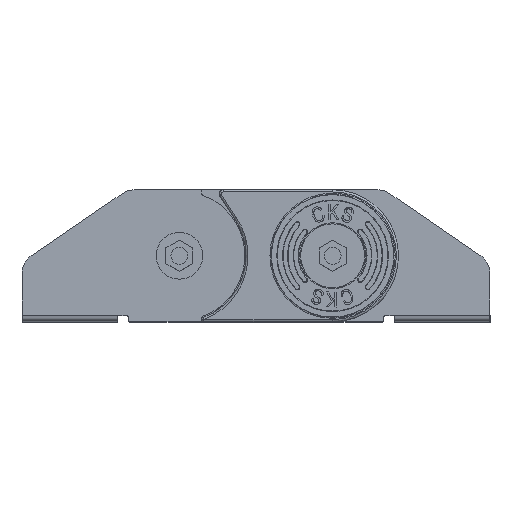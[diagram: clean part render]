
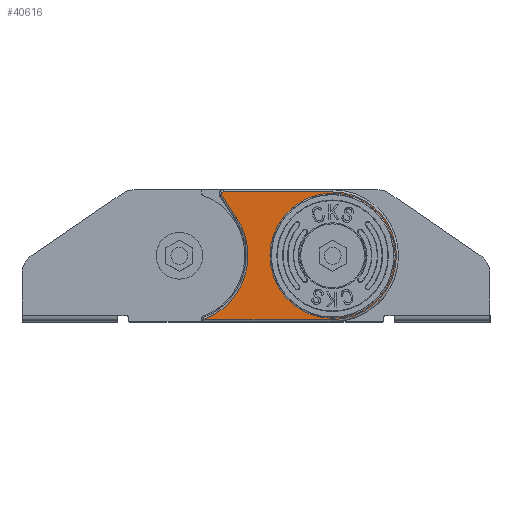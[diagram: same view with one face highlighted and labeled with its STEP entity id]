
A CAD part, top view. The second image highlights one B-rep face of the part: STEP entity #40616.
In plain terms, the highlighted planar face has unit normal (0, 0, 1).
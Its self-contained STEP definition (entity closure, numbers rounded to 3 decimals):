
#149 = EDGE_LOOP ( 'NONE', ( #7342, #12022, #4643, #6219, #28451, #42352, #27426 ) ) ;
#855 = VERTEX_POINT ( 'NONE', #46468 ) ;
#1457 = CARTESIAN_POINT ( 'NONE',  ( -40.268, -31.01, -59.98 ) ) ;
#1732 = VERTEX_POINT ( 'NONE', #9855 ) ;
#1773 = PLANE ( 'NONE',  #13411 ) ;
#2771 = CARTESIAN_POINT ( 'NONE',  ( -6.57, 0., -59.98 ) ) ;
#2804 = ORIENTED_EDGE ( 'NONE', *, *, #41155, .T. ) ;
#2826 = AXIS2_PLACEMENT_3D ( 'NONE', #31265, #9911, #7117 ) ;
#3141 = VERTEX_POINT ( 'NONE', #16906 ) ;
#4643 = ORIENTED_EDGE ( 'NONE', *, *, #33887, .T. ) ;
#5509 = CARTESIAN_POINT ( 'NONE',  ( -36.003, 0., -59.98 ) ) ;
#5684 = DIRECTION ( 'NONE',  ( -1., 0., 0. ) ) ;
#6219 = ORIENTED_EDGE ( 'NONE', *, *, #34112, .T. ) ;
#6674 = EDGE_CURVE ( 'NONE', #32791, #26616, #13306, .T. ) ;
#6717 = EDGE_CURVE ( 'NONE', #1732, #30245, #19997, .T. ) ;
#7117 = DIRECTION ( 'NONE',  ( -1., 0., 0. ) ) ;
#7342 = ORIENTED_EDGE ( 'NONE', *, *, #17640, .T. ) ;
#7765 = EDGE_CURVE ( 'NONE', #20728, #32791, #17151, .T. ) ;
#7979 = VERTEX_POINT ( 'NONE', #18780 ) ;
#8540 = EDGE_CURVE ( 'NONE', #855, #20728, #41795, .T. ) ;
#8543 = AXIS2_PLACEMENT_3D ( 'NONE', #38765, #13364, #42325 ) ;
#8774 = EDGE_CURVE ( 'NONE', #18689, #7979, #41240, .T. ) ;
#9503 = CARTESIAN_POINT ( 'NONE',  ( -40.268, -30., -59.98 ) ) ;
#9855 = CARTESIAN_POINT ( 'NONE',  ( -65.436, 0., -59.98 ) ) ;
#9911 = DIRECTION ( 'NONE',  ( 0., 0., 1. ) ) ;
#11251 = CIRCLE ( 'NONE', #24521, 29.433 ) ;
#12022 = ORIENTED_EDGE ( 'NONE', *, *, #8774, .T. ) ;
#12265 = DIRECTION ( 'NONE',  ( -1., 0., 0. ) ) ;
#13306 = CIRCLE ( 'NONE', #2826, 1. ) ;
#13364 = DIRECTION ( 'NONE',  ( 0., 0., -1. ) ) ;
#13411 = AXIS2_PLACEMENT_3D ( 'NONE', #1457, #26843, #5684 ) ;
#15564 = DIRECTION ( 'NONE',  ( -1., 0., 0. ) ) ;
#16652 = AXIS2_PLACEMENT_3D ( 'NONE', #29555, #18740, #33116 ) ;
#16906 = CARTESIAN_POINT ( 'NONE',  ( -36.003, -30., -59.98 ) ) ;
#17151 = CIRCLE ( 'NONE', #41012, 1. ) ;
#17640 = EDGE_CURVE ( 'NONE', #26616, #18689, #39348, .T. ) ;
#18689 = VERTEX_POINT ( 'NONE', #29957 ) ;
#18740 = DIRECTION ( 'NONE',  ( 0., 0., -1. ) ) ;
#18780 = CARTESIAN_POINT ( 'NONE',  ( -96.617, -30., -59.98 ) ) ;
#19997 = CIRCLE ( 'NONE', #16652, 29.433 ) ;
#20269 = CARTESIAN_POINT ( 'NONE',  ( -46.66, -35.173, -59.98 ) ) ;
#20680 = CIRCLE ( 'NONE', #40540, 30. ) ;
#20728 = VERTEX_POINT ( 'NONE', #31232 ) ;
#20802 = DIRECTION ( 'NONE',  ( 0., 0., 1. ) ) ;
#20875 = CARTESIAN_POINT ( 'NONE',  ( -88.27, 29., -59.98 ) ) ;
#24121 = ORIENTED_EDGE ( 'NONE', *, *, #6717, .T. ) ;
#24521 = AXIS2_PLACEMENT_3D ( 'NONE', #28991, #24907, #32548 ) ;
#24907 = DIRECTION ( 'NONE',  ( 0., 0., -1. ) ) ;
#26616 = VERTEX_POINT ( 'NONE', #34854 ) ;
#26843 = DIRECTION ( 'NONE',  ( 0., 0., -1. ) ) ;
#27426 = ORIENTED_EDGE ( 'NONE', *, *, #6674, .T. ) ;
#28047 = CARTESIAN_POINT ( 'NONE',  ( -87.27, 29., -59.98 ) ) ;
#28451 = ORIENTED_EDGE ( 'NONE', *, *, #8540, .T. ) ;
#28991 = CARTESIAN_POINT ( 'NONE',  ( -36.003, 0., -59.98 ) ) ;
#29555 = CARTESIAN_POINT ( 'NONE',  ( -36.003, 0., -59.98 ) ) ;
#29957 = CARTESIAN_POINT ( 'NONE',  ( -81.345, 18.073, -59.98 ) ) ;
#30245 = VERTEX_POINT ( 'NONE', #2771 ) ;
#31232 = CARTESIAN_POINT ( 'NONE',  ( -87.27, 30., -59.98 ) ) ;
#31265 = CARTESIAN_POINT ( 'NONE',  ( -87.27, 29., -59.98 ) ) ;
#31404 = DIRECTION ( 'NONE',  ( 0.546, -0.838, 0. ) ) ;
#32271 = VECTOR ( 'NONE', #15564, 1000. ) ;
#32548 = DIRECTION ( 'NONE',  ( -1., 0., 0. ) ) ;
#32791 = VERTEX_POINT ( 'NONE', #20875 ) ;
#33009 = LINE ( 'NONE', #9503, #43676 ) ;
#33116 = DIRECTION ( 'NONE',  ( -1., 0., 0. ) ) ;
#33419 = CARTESIAN_POINT ( 'NONE',  ( -40.268, 30., -59.98 ) ) ;
#33887 = EDGE_CURVE ( 'NONE', #7979, #3141, #33009, .T. ) ;
#33892 = DIRECTION ( 'NONE',  ( 0., 0., 1. ) ) ;
#34112 = EDGE_CURVE ( 'NONE', #3141, #855, #20680, .T. ) ;
#34726 = EDGE_LOOP ( 'NONE', ( #24121, #2804 ) ) ;
#34854 = CARTESIAN_POINT ( 'NONE',  ( -88.108, 28.454, -59.98 ) ) ;
#36472 = FACE_BOUND ( 'NONE', #34726, .T. ) ;
#37938 = DIRECTION ( 'NONE',  ( 1., 0., 0. ) ) ;
#38765 = CARTESIAN_POINT ( 'NONE',  ( -107.753, 0., -59.98 ) ) ;
#38816 = VECTOR ( 'NONE', #31404, 1000. ) ;
#38869 = DIRECTION ( 'NONE',  ( -1., 0., 0. ) ) ;
#39348 = LINE ( 'NONE', #20269, #38816 ) ;
#40540 = AXIS2_PLACEMENT_3D ( 'NONE', #5509, #33892, #12265 ) ;
#40616 = ADVANCED_FACE ( 'NONE', ( #36472, #45401 ), #1773, .F. ) ;
#41012 = AXIS2_PLACEMENT_3D ( 'NONE', #28047, #20802, #38869 ) ;
#41155 = EDGE_CURVE ( 'NONE', #30245, #1732, #11251, .T. ) ;
#41240 = CIRCLE ( 'NONE', #8543, 32. ) ;
#41795 = LINE ( 'NONE', #33419, #32271 ) ;
#42325 = DIRECTION ( 'NONE',  ( -1., 0., 0. ) ) ;
#42352 = ORIENTED_EDGE ( 'NONE', *, *, #7765, .T. ) ;
#43676 = VECTOR ( 'NONE', #37938, 1000. ) ;
#45401 = FACE_OUTER_BOUND ( 'NONE', #149, .T. ) ;
#46468 = CARTESIAN_POINT ( 'NONE',  ( -36.003, 30., -59.98 ) ) ;
